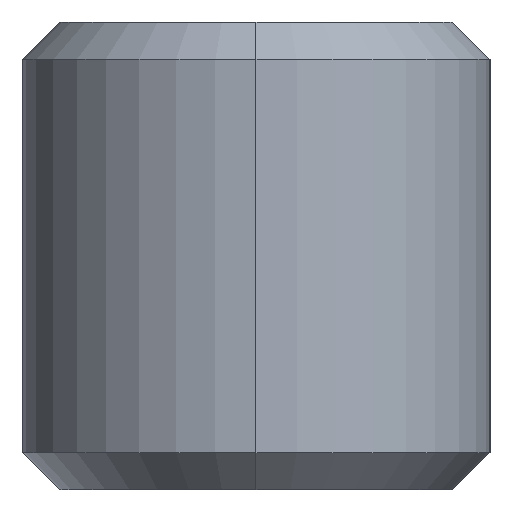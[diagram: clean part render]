
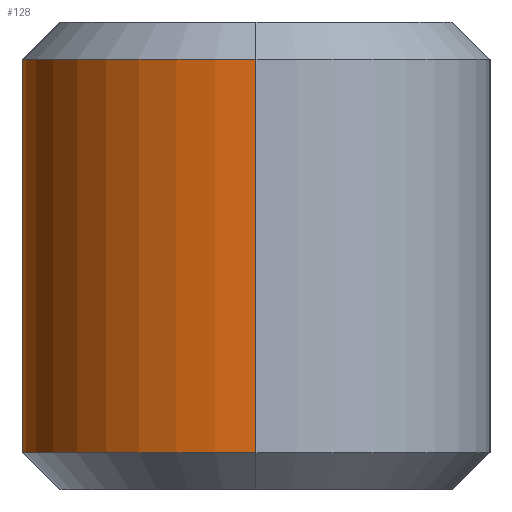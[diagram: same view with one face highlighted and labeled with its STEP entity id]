
A CAD part, left-side view. The second image highlights one B-rep face of the part: STEP entity #128.
In plain terms, the highlighted cylindrical face has radius 2.5 mm (diameter 5 mm), a partial arc.
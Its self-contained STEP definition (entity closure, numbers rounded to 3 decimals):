
#87=CARTESIAN_POINT('',(-17.5,0.,-2.5));
#88=DIRECTION('',(0.,0.,-1.));
#89=DIRECTION('',(-1.,0.,0.));
#90=AXIS2_PLACEMENT_3D('',#87,#88,#89);
#91=CYLINDRICAL_SURFACE('',#90,2.5);
#92=CARTESIAN_POINT('',(-20.,-0.,0.4));
#93=VERTEX_POINT('',#92);
#94=CARTESIAN_POINT('',(-20.,-0.,4.6));
#95=VERTEX_POINT('',#94);
#96=CARTESIAN_POINT('',(-20.,0.,0.4));
#97=DIRECTION('',(0.,-0.,1.));
#98=VECTOR('',#97,4.2);
#99=LINE('',#96,#98);
#100=EDGE_CURVE('',#93,#95,#99,.T.);
#101=ORIENTED_EDGE('',*,*,#100,.T.);
#102=CARTESIAN_POINT('',(-17.5,2.5,4.6));
#103=VERTEX_POINT('',#102);
#104=CARTESIAN_POINT('',(-17.5,0.,4.6));
#105=DIRECTION('',(0.,0.,-1.));
#106=DIRECTION('',(-1.,0.,0.));
#107=AXIS2_PLACEMENT_3D('',#104,#105,#106);
#108=CIRCLE('',#107,2.5);
#109=EDGE_CURVE('',#95,#103,#108,.T.);
#110=ORIENTED_EDGE('',*,*,#109,.T.);
#111=CARTESIAN_POINT('',(-17.5,2.5,0.4));
#112=VERTEX_POINT('',#111);
#113=CARTESIAN_POINT('',(-17.5,2.5,0.4));
#114=DIRECTION('',(0.,0.,1.));
#115=VECTOR('',#114,4.2);
#116=LINE('',#113,#115);
#117=EDGE_CURVE('',#112,#103,#116,.T.);
#118=ORIENTED_EDGE('',*,*,#117,.F.);
#119=CARTESIAN_POINT('',(-17.5,0.,0.4));
#120=DIRECTION('',(0.,0.,-1.));
#121=DIRECTION('',(-1.,0.,0.));
#122=AXIS2_PLACEMENT_3D('',#119,#120,#121);
#123=CIRCLE('',#122,2.5);
#124=EDGE_CURVE('',#93,#112,#123,.T.);
#125=ORIENTED_EDGE('',*,*,#124,.F.);
#126=EDGE_LOOP('',(#101,#110,#118,#125));
#127=FACE_BOUND('',#126,.T.);
#128=ADVANCED_FACE('',(#127),#91,.T.);
